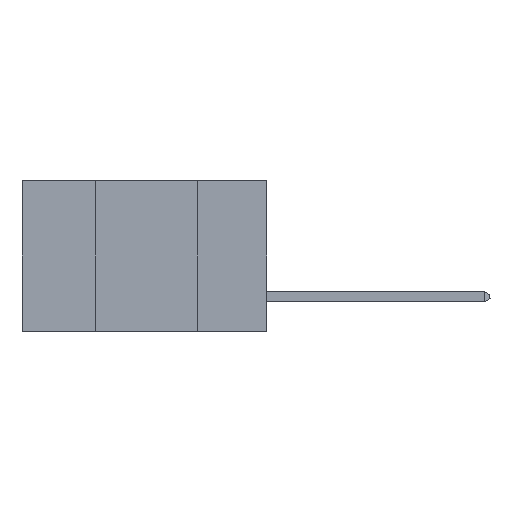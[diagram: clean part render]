
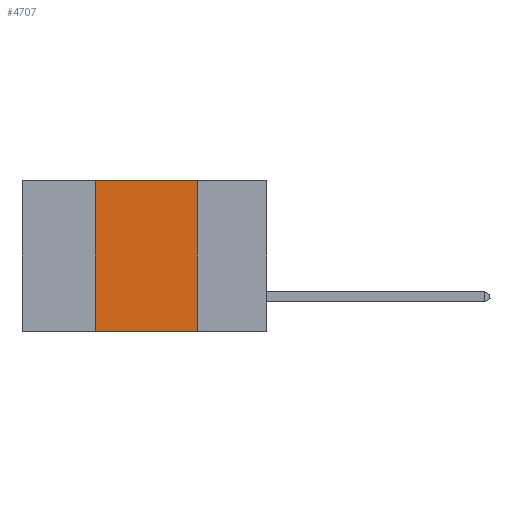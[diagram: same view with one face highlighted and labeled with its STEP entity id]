
A CAD part, left-side view. The second image highlights one B-rep face of the part: STEP entity #4707.
In plain terms, the highlighted planar face has unit normal (-1, 0, 0).
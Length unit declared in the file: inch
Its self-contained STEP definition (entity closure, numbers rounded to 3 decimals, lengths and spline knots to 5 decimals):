
#69 = CARTESIAN_POINT ( 'NONE',  ( 0., 0.17, -0.37 ) ) ;
#781 = ORIENTED_EDGE ( 'NONE', *, *, #10902, .F. ) ;
#1579 = AXIS2_PLACEMENT_3D ( 'NONE', #6317, #9728, #2596 ) ;
#1805 = DIRECTION ( 'NONE',  ( 0., 0., 1. ) ) ;
#2596 = DIRECTION ( 'NONE',  ( 0., 0., -1. ) ) ;
#2824 = VECTOR ( 'NONE', #6607, 39.37008 ) ;
#3003 = CARTESIAN_POINT ( 'NONE',  ( 0., 0.42, -0.37 ) ) ;
#3257 = ORIENTED_EDGE ( 'NONE', *, *, #7788, .T. ) ;
#3354 = ORIENTED_EDGE ( 'NONE', *, *, #6474, .F. ) ;
#3624 = VECTOR ( 'NONE', #1805, 39.37008 ) ;
#4002 = LINE ( 'NONE', #13874, #3624 ) ;
#4087 = CARTESIAN_POINT ( 'NONE',  ( 0., 0.6, 0. ) ) ;
#4707 = ADVANCED_FACE ( 'NONE', ( #13481 ), #11051, .F. ) ;
#5191 = VERTEX_POINT ( 'NONE', #69 ) ;
#5299 = EDGE_LOOP ( 'NONE', ( #781, #5943, #3354, #3257 ) ) ;
#5366 = LINE ( 'NONE', #4087, #13092 ) ;
#5430 = DIRECTION ( 'NONE',  ( 0., -1., 0. ) ) ;
#5803 = CARTESIAN_POINT ( 'NONE',  ( 0., 0.17, 0. ) ) ;
#5943 = ORIENTED_EDGE ( 'NONE', *, *, #11791, .F. ) ;
#6317 = CARTESIAN_POINT ( 'NONE',  ( 0., 0.6, 0. ) ) ;
#6474 = EDGE_CURVE ( 'NONE', #9725, #11941, #4002, .T. ) ;
#6607 = DIRECTION ( 'NONE',  ( 0., -1., 0. ) ) ;
#6895 = VECTOR ( 'NONE', #6904, 39.37008 ) ;
#6904 = DIRECTION ( 'NONE',  ( 0., 0., -1. ) ) ;
#7788 = EDGE_CURVE ( 'NONE', #9725, #5191, #10563, .T. ) ;
#9027 = CARTESIAN_POINT ( 'NONE',  ( 0., 0.6, -0.37 ) ) ;
#9725 = VERTEX_POINT ( 'NONE', #3003 ) ;
#9728 = DIRECTION ( 'NONE',  ( 1., 0., 0. ) ) ;
#10563 = LINE ( 'NONE', #9027, #2824 ) ;
#10902 = EDGE_CURVE ( 'NONE', #12972, #5191, #15406, .T. ) ;
#10974 = CARTESIAN_POINT ( 'NONE',  ( 0., 0.17, 0. ) ) ;
#11051 = PLANE ( 'NONE',  #1579 ) ;
#11791 = EDGE_CURVE ( 'NONE', #11941, #12972, #5366, .T. ) ;
#11941 = VERTEX_POINT ( 'NONE', #15297 ) ;
#12972 = VERTEX_POINT ( 'NONE', #10974 ) ;
#13092 = VECTOR ( 'NONE', #5430, 39.37008 ) ;
#13481 = FACE_OUTER_BOUND ( 'NONE', #5299, .T. ) ;
#13874 = CARTESIAN_POINT ( 'NONE',  ( 0., 0.42, 0. ) ) ;
#15297 = CARTESIAN_POINT ( 'NONE',  ( 0., 0.42, 0. ) ) ;
#15406 = LINE ( 'NONE', #5803, #6895 ) ;
